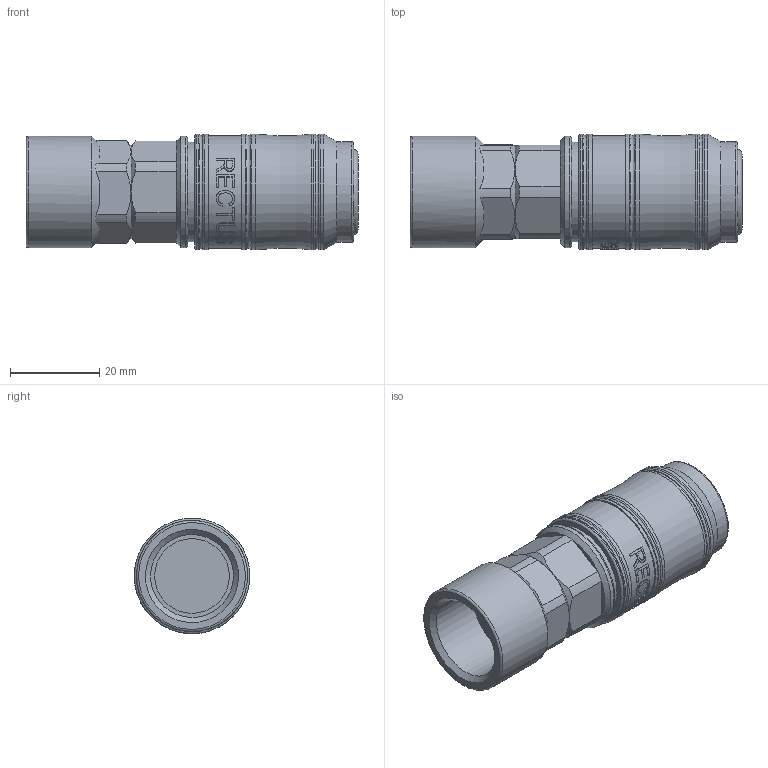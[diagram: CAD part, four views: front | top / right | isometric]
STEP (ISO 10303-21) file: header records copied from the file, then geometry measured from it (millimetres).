
FILE_DESCRIPTION((''),'2;1');
FILE_NAME('48kbiw21fvxb.stp','2013-10-01T07:45:54',('IA176480'),(''),'Autodesk Inventor 2013','Autodesk Inventor 2013','');
FILE_SCHEMA(('AUTOMOTIVE_DESIGN { 1 0 10303 214 1 1 1 1 }'));
Length unit declared in the file: millimetre
Products named in the file (1): D107878
Bounding box: 74.6 x 25.98 x 25.98 mm (x, y, z)
Volume: 27509.1 mm3; surface area: 13132.8 mm2
Topology: 1 solids, 2 shells, 217 faces, 541 edges, 344 vertices
Faces by surface type: plane 96, cylinder 46, bspline 40, cone 20, torus 15
Full cylindrical faces by diameter (mm): 16.797 x2, 18 x1, 18.4 x1, 18.631 x1, 18.7 x1, 19 x1, 22.4 x1, 22.6 x1, 22.7 x1, 25 x2, 25.4 x1, 26 x6
Entity records: 18147 total; most frequent: CARTESIAN_POINT 13297, ORIENTED_EDGE 986, DIRECTION 837, EDGE_CURVE 493, VERTEX_POINT 338, AXIS2_PLACEMENT_3D 330, EDGE_LOOP 277, FACE_OUTER_BOUND 217
